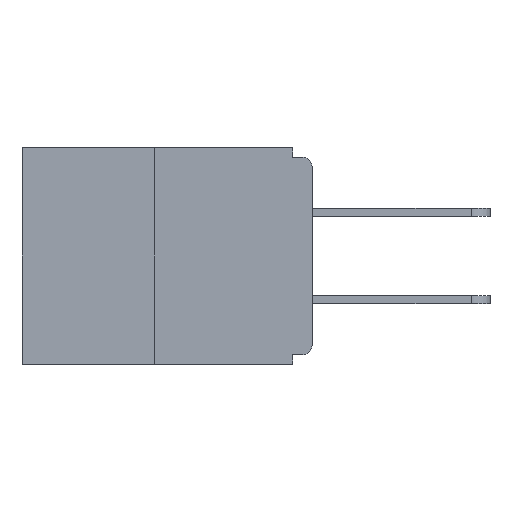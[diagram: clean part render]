
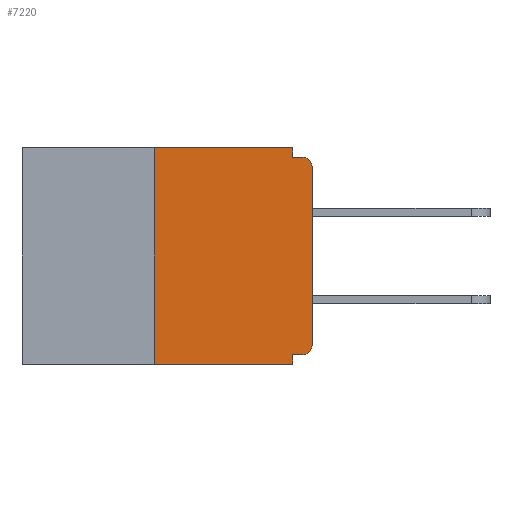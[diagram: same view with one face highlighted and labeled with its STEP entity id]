
A CAD part, left-side view. The second image highlights one B-rep face of the part: STEP entity #7220.
In plain terms, the highlighted planar face has unit normal (-1, 0, 0).
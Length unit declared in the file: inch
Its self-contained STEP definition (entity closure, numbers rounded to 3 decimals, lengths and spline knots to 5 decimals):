
#71 = CARTESIAN_POINT ( 'NONE',  ( 0., 0., -0.03 ) ) ;
#94 = LINE ( 'NONE', #12131, #10190 ) ;
#700 = VERTEX_POINT ( 'NONE', #3658 ) ;
#925 = EDGE_CURVE ( 'NONE', #6752, #3600, #4812, .T. ) ;
#1046 = DIRECTION ( 'NONE',  ( -1., 0., 0. ) ) ;
#1689 = EDGE_CURVE ( 'NONE', #13632, #7822, #12258, .T. ) ;
#1809 = DIRECTION ( 'NONE',  ( -1., 0., 0. ) ) ;
#1837 = DIRECTION ( 'NONE',  ( 0., 0., 1. ) ) ;
#2012 = ORIENTED_EDGE ( 'NONE', *, *, #10254, .F. ) ;
#2076 = VECTOR ( 'NONE', #5647, 39.37008 ) ;
#2353 = CIRCLE ( 'NONE', #11412, 0.015 ) ;
#2524 = VERTEX_POINT ( 'NONE', #10412 ) ;
#3284 = LINE ( 'NONE', #6948, #5116 ) ;
#3308 = VERTEX_POINT ( 'NONE', #12088 ) ;
#3364 = LINE ( 'NONE', #6897, #14528 ) ;
#3600 = VERTEX_POINT ( 'NONE', #71 ) ;
#3658 = CARTESIAN_POINT ( 'NONE',  ( 0., 0.031, 0. ) ) ;
#4123 = AXIS2_PLACEMENT_3D ( 'NONE', #15097, #1809, #10979 ) ;
#4165 = VERTEX_POINT ( 'NONE', #15761 ) ;
#4207 = LINE ( 'NONE', #11972, #16787 ) ;
#4423 = DIRECTION ( 'NONE',  ( 0., 0., 1. ) ) ;
#4600 = VERTEX_POINT ( 'NONE', #12061 ) ;
#4627 = DIRECTION ( 'NONE',  ( 0., 1., 0. ) ) ;
#4738 = ORIENTED_EDGE ( 'NONE', *, *, #15375, .F. ) ;
#4812 = LINE ( 'NONE', #16403, #7494 ) ;
#4979 = AXIS2_PLACEMENT_3D ( 'NONE', #7200, #12363, #8545 ) ;
#4997 = LINE ( 'NONE', #9166, #8120 ) ;
#5116 = VECTOR ( 'NONE', #16218, 39.37008 ) ;
#5131 = CARTESIAN_POINT ( 'NONE',  ( 0., 0., -0.313 ) ) ;
#5623 = CARTESIAN_POINT ( 'NONE',  ( 0., 0.25, -0.343 ) ) ;
#5647 = DIRECTION ( 'NONE',  ( 0., -1., 0. ) ) ;
#5766 = ORIENTED_EDGE ( 'NONE', *, *, #13792, .T. ) ;
#5845 = ORIENTED_EDGE ( 'NONE', *, *, #15193, .F. ) ;
#5976 = CARTESIAN_POINT ( 'NONE',  ( 0., 0.015, -0.328 ) ) ;
#6752 = VERTEX_POINT ( 'NONE', #5131 ) ;
#6867 = FACE_OUTER_BOUND ( 'NONE', #14169, .T. ) ;
#6897 = CARTESIAN_POINT ( 'NONE',  ( 0., 0.25, 0. ) ) ;
#6948 = CARTESIAN_POINT ( 'NONE',  ( 0., 0.031, -0.343 ) ) ;
#7200 = CARTESIAN_POINT ( 'NONE',  ( 0., 0.46, 0. ) ) ;
#7220 = ADVANCED_FACE ( 'NONE', ( #6867 ), #8367, .F. ) ;
#7245 = LINE ( 'NONE', #10535, #2076 ) ;
#7447 = EDGE_CURVE ( 'NONE', #700, #3308, #4997, .T. ) ;
#7494 = VECTOR ( 'NONE', #1837, 39.37008 ) ;
#7662 = DIRECTION ( 'NONE',  ( 0., 0., -1. ) ) ;
#7822 = VERTEX_POINT ( 'NONE', #15836 ) ;
#7915 = EDGE_CURVE ( 'NONE', #10004, #4600, #4207, .T. ) ;
#8120 = VECTOR ( 'NONE', #14659, 39.37008 ) ;
#8367 = PLANE ( 'NONE',  #4979 ) ;
#8545 = DIRECTION ( 'NONE',  ( 0., 0., -1. ) ) ;
#8958 = ORIENTED_EDGE ( 'NONE', *, *, #9230, .F. ) ;
#8963 = CARTESIAN_POINT ( 'NONE',  ( 0., 0.015, -0.03 ) ) ;
#9166 = CARTESIAN_POINT ( 'NONE',  ( 0., 0.031, 0. ) ) ;
#9230 = EDGE_CURVE ( 'NONE', #3308, #4165, #7245, .T. ) ;
#10004 = VERTEX_POINT ( 'NONE', #5623 ) ;
#10190 = VECTOR ( 'NONE', #10780, 39.37008 ) ;
#10254 = EDGE_CURVE ( 'NONE', #7822, #4600, #3284, .T. ) ;
#10412 = CARTESIAN_POINT ( 'NONE',  ( 0., 0.25, 0. ) ) ;
#10535 = CARTESIAN_POINT ( 'NONE',  ( 0., 0., -0.015 ) ) ;
#10780 = DIRECTION ( 'NONE',  ( 0., -1., 0. ) ) ;
#10979 = DIRECTION ( 'NONE',  ( 0., 0., -1. ) ) ;
#11112 = ORIENTED_EDGE ( 'NONE', *, *, #7915, .T. ) ;
#11412 = AXIS2_PLACEMENT_3D ( 'NONE', #8963, #1046, #7662 ) ;
#11809 = ORIENTED_EDGE ( 'NONE', *, *, #12664, .T. ) ;
#11972 = CARTESIAN_POINT ( 'NONE',  ( 0., 0.46, -0.343 ) ) ;
#12061 = CARTESIAN_POINT ( 'NONE',  ( 0., 0.031, -0.343 ) ) ;
#12088 = CARTESIAN_POINT ( 'NONE',  ( 0., 0.031, -0.015 ) ) ;
#12131 = CARTESIAN_POINT ( 'NONE',  ( 0., 0.46, 0. ) ) ;
#12258 = LINE ( 'NONE', #12560, #16196 ) ;
#12363 = DIRECTION ( 'NONE',  ( 1., 0., 0. ) ) ;
#12395 = ORIENTED_EDGE ( 'NONE', *, *, #7447, .F. ) ;
#12560 = CARTESIAN_POINT ( 'NONE',  ( 0., 0., -0.328 ) ) ;
#12664 = EDGE_CURVE ( 'NONE', #13632, #6752, #14618, .T. ) ;
#13290 = DIRECTION ( 'NONE',  ( 0., -1., 0. ) ) ;
#13321 = ORIENTED_EDGE ( 'NONE', *, *, #1689, .F. ) ;
#13430 = ORIENTED_EDGE ( 'NONE', *, *, #925, .T. ) ;
#13632 = VERTEX_POINT ( 'NONE', #5976 ) ;
#13792 = EDGE_CURVE ( 'NONE', #3600, #4165, #2353, .T. ) ;
#14169 = EDGE_LOOP ( 'NONE', ( #5845, #4738, #11112, #2012, #13321, #11809, #13430, #5766, #8958, #12395 ) ) ;
#14528 = VECTOR ( 'NONE', #4423, 39.37008 ) ;
#14618 = CIRCLE ( 'NONE', #4123, 0.015 ) ;
#14659 = DIRECTION ( 'NONE',  ( 0., 0., -1. ) ) ;
#15097 = CARTESIAN_POINT ( 'NONE',  ( 0., 0.015, -0.313 ) ) ;
#15193 = EDGE_CURVE ( 'NONE', #2524, #700, #94, .T. ) ;
#15375 = EDGE_CURVE ( 'NONE', #10004, #2524, #3364, .T. ) ;
#15761 = CARTESIAN_POINT ( 'NONE',  ( 0., 0.015, -0.015 ) ) ;
#15836 = CARTESIAN_POINT ( 'NONE',  ( 0., 0.031, -0.328 ) ) ;
#16196 = VECTOR ( 'NONE', #4627, 39.37008 ) ;
#16218 = DIRECTION ( 'NONE',  ( 0., 0., -1. ) ) ;
#16403 = CARTESIAN_POINT ( 'NONE',  ( 0., 0., 0. ) ) ;
#16787 = VECTOR ( 'NONE', #13290, 39.37008 ) ;
